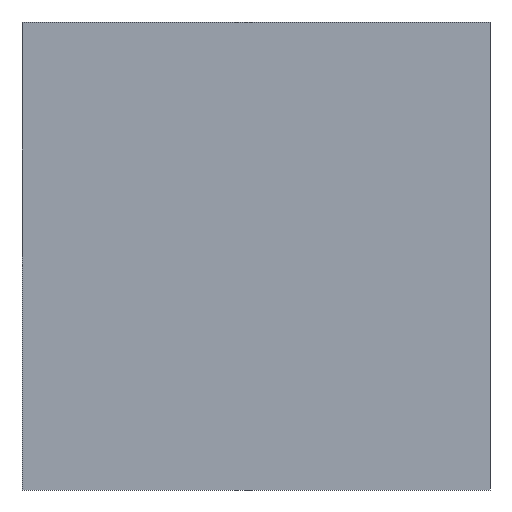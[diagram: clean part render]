
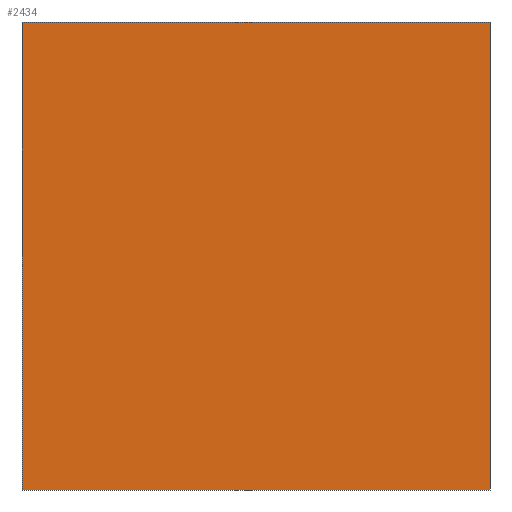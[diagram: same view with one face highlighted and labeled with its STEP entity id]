
A CAD part, front view. The second image highlights one B-rep face of the part: STEP entity #2434.
In plain terms, the highlighted planar face has unit normal (0, -1, 0).
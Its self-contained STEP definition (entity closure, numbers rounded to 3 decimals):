
#151 = EDGE_CURVE ( 'NONE', #14265, #1818, #13556, .T. ) ;
#407 = EDGE_CURVE ( 'NONE', #10999, #3698, #7537, .T. ) ;
#1268 = VECTOR ( 'NONE', #5427, 1000. ) ;
#1336 = PLANE ( 'NONE',  #2306 ) ;
#1818 = VERTEX_POINT ( 'NONE', #5270 ) ;
#2306 = AXIS2_PLACEMENT_3D ( 'NONE', #2481, #10323, #9128 ) ;
#2434 = ADVANCED_FACE ( 'NONE', ( #4599 ), #1336, .T. ) ;
#2481 = CARTESIAN_POINT ( 'NONE',  ( 15.9, -0.4, -15.9 ) ) ;
#2504 = LINE ( 'NONE', #11171, #1268 ) ;
#3698 = VERTEX_POINT ( 'NONE', #14131 ) ;
#3873 = VECTOR ( 'NONE', #11190, 1000. ) ;
#4599 = FACE_OUTER_BOUND ( 'NONE', #9916, .T. ) ;
#5270 = CARTESIAN_POINT ( 'NONE',  ( 15.9, -0.4, -15.9 ) ) ;
#5364 = EDGE_CURVE ( 'NONE', #3698, #14265, #9203, .T. ) ;
#5427 = DIRECTION ( 'NONE',  ( -1., 0., 0. ) ) ;
#6927 = ORIENTED_EDGE ( 'NONE', *, *, #151, .F. ) ;
#7015 = CARTESIAN_POINT ( 'NONE',  ( 15.9, -0.4, 15.9 ) ) ;
#7537 = LINE ( 'NONE', #14014, #8767 ) ;
#7540 = DIRECTION ( 'NONE',  ( 1., 0., 0. ) ) ;
#8692 = CARTESIAN_POINT ( 'NONE',  ( 15.9, -0.4, 15.9 ) ) ;
#8767 = VECTOR ( 'NONE', #11696, 1000. ) ;
#9128 = DIRECTION ( 'NONE',  ( 0., 0., -1. ) ) ;
#9203 = LINE ( 'NONE', #11789, #14315 ) ;
#9411 = ORIENTED_EDGE ( 'NONE', *, *, #12739, .F. ) ;
#9916 = EDGE_LOOP ( 'NONE', ( #6927, #11191, #11536, #9411 ) ) ;
#10323 = DIRECTION ( 'NONE',  ( 0., -1., 0. ) ) ;
#10999 = VERTEX_POINT ( 'NONE', #13813 ) ;
#11171 = CARTESIAN_POINT ( 'NONE',  ( -15.9, -0.4, -15.9 ) ) ;
#11190 = DIRECTION ( 'NONE',  ( 0., 0., -1. ) ) ;
#11191 = ORIENTED_EDGE ( 'NONE', *, *, #5364, .F. ) ;
#11536 = ORIENTED_EDGE ( 'NONE', *, *, #407, .F. ) ;
#11696 = DIRECTION ( 'NONE',  ( 0., 0., 1. ) ) ;
#11789 = CARTESIAN_POINT ( 'NONE',  ( -15.9, -0.4, 15.9 ) ) ;
#12739 = EDGE_CURVE ( 'NONE', #1818, #10999, #2504, .T. ) ;
#13556 = LINE ( 'NONE', #8692, #3873 ) ;
#13813 = CARTESIAN_POINT ( 'NONE',  ( -15.9, -0.4, -15.9 ) ) ;
#14014 = CARTESIAN_POINT ( 'NONE',  ( -15.9, -0.4, 15.9 ) ) ;
#14131 = CARTESIAN_POINT ( 'NONE',  ( -15.9, -0.4, 15.9 ) ) ;
#14265 = VERTEX_POINT ( 'NONE', #7015 ) ;
#14315 = VECTOR ( 'NONE', #7540, 1000. ) ;
